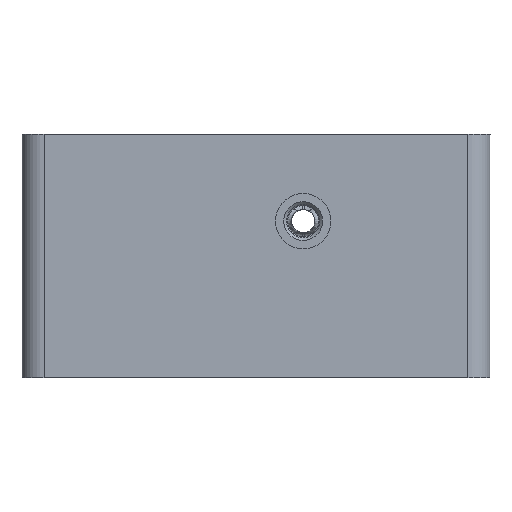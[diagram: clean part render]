
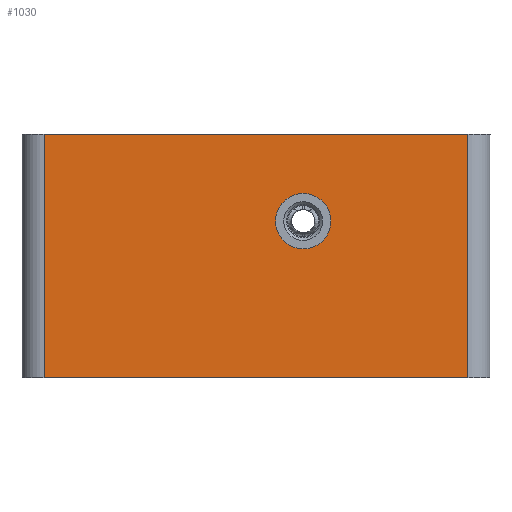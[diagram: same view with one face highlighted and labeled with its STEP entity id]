
A CAD part, left-side view. The second image highlights one B-rep face of the part: STEP entity #1030.
In plain terms, the highlighted planar face has unit normal (-1, 0, 0).
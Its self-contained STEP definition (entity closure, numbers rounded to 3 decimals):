
#44=FACE_BOUND('',#143,.T.);
#54=PLANE('',#1114);
#77=FACE_OUTER_BOUND('',#142,.T.);
#142=EDGE_LOOP('',(#704,#705,#706,#707));
#143=EDGE_LOOP('',(#708));
#215=LINE('',#1576,#290);
#218=LINE('',#1590,#293);
#219=LINE('',#1592,#294);
#220=LINE('',#1593,#295);
#290=VECTOR('',#1248,10.);
#293=VECTOR('',#1261,10.);
#294=VECTOR('',#1262,10.);
#295=VECTOR('',#1263,10.);
#367=CIRCLE('',#1115,2.5);
#435=VERTEX_POINT('',#1573);
#436=VERTEX_POINT('',#1575);
#442=VERTEX_POINT('',#1589);
#443=VERTEX_POINT('',#1591);
#444=VERTEX_POINT('',#1594);
#537=EDGE_CURVE('',#435,#436,#215,.T.);
#544=EDGE_CURVE('',#442,#435,#218,.T.);
#545=EDGE_CURVE('',#443,#442,#219,.T.);
#546=EDGE_CURVE('',#436,#443,#220,.T.);
#547=EDGE_CURVE('',#444,#444,#367,.T.);
#704=ORIENTED_EDGE('',*,*,#544,.F.);
#705=ORIENTED_EDGE('',*,*,#545,.F.);
#706=ORIENTED_EDGE('',*,*,#546,.F.);
#707=ORIENTED_EDGE('',*,*,#537,.F.);
#708=ORIENTED_EDGE('',*,*,#547,.T.);
#1030=ADVANCED_FACE('',(#77,#44),#54,.T.);
#1114=AXIS2_PLACEMENT_3D('',#1588,#1259,#1260);
#1115=AXIS2_PLACEMENT_3D('',#1595,#1264,#1265);
#1248=DIRECTION('',(0.,-1.,0.));
#1259=DIRECTION('center_axis',(-1.,0.,0.));
#1260=DIRECTION('ref_axis',(0.,1.,0.));
#1261=DIRECTION('',(0.,0.,1.));
#1262=DIRECTION('',(0.,1.,0.));
#1263=DIRECTION('',(0.,0.,-1.));
#1264=DIRECTION('center_axis',(1.,0.,0.));
#1265=DIRECTION('ref_axis',(0.,0.,1.));
#1573=CARTESIAN_POINT('',(155.938,-87.048,77.081));
#1575=CARTESIAN_POINT('',(155.938,-125.248,77.081));
#1576=CARTESIAN_POINT('',(155.938,-100.708,77.081));
#1588=CARTESIAN_POINT('Origin',(155.938,-125.248,80.04));
#1589=CARTESIAN_POINT('',(155.938,-87.047,55.141));
#1590=CARTESIAN_POINT('',(155.938,-87.048,76.362));
#1591=CARTESIAN_POINT('',(155.938,-125.247,55.139));
#1592=CARTESIAN_POINT('',(155.938,-115.698,55.14));
#1593=CARTESIAN_POINT('',(155.938,-125.248,80.04));
#1594=CARTESIAN_POINT('',(155.938,-112.903,69.252));
#1595=CARTESIAN_POINT('Origin',(155.938,-110.403,69.252));
